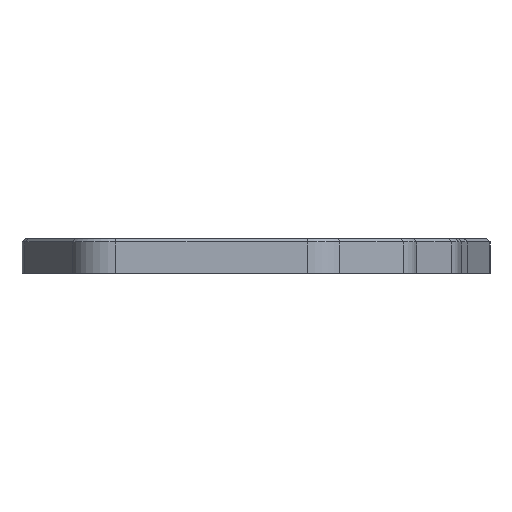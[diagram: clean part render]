
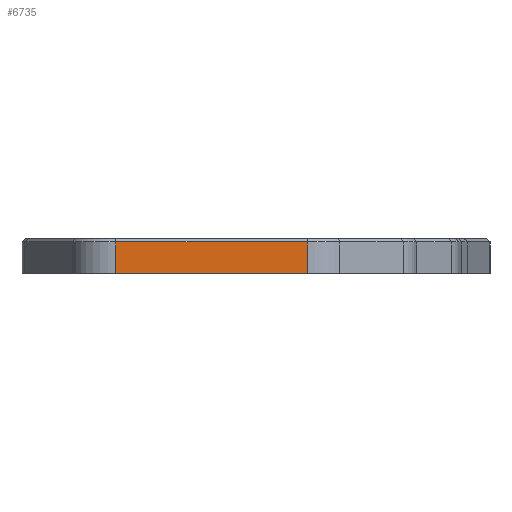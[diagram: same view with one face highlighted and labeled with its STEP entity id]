
A CAD part, left-side view. The second image highlights one B-rep face of the part: STEP entity #6735.
In plain terms, the highlighted planar face has unit normal (-1, 0, 0).
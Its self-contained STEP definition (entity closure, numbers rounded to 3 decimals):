
#647=FACE_OUTER_BOUND('',#1073,.T.);
#1073=EDGE_LOOP('',(#5289,#5290,#5291,#5292));
#1549=LINE('',#10428,#2265);
#1705=LINE('',#10958,#2421);
#1724=LINE('',#11008,#2440);
#1726=LINE('',#11011,#2442);
#2265=VECTOR('',#8286,10.);
#2421=VECTOR('',#8756,10.);
#2440=VECTOR('',#8815,10.);
#2442=VECTOR('',#8819,10.);
#3005=VERTEX_POINT('',#10425);
#3006=VERTEX_POINT('',#10427);
#3222=VERTEX_POINT('',#10952);
#3223=VERTEX_POINT('',#10956);
#3700=EDGE_CURVE('',#3005,#3006,#1549,.F.);
#3962=EDGE_CURVE('',#3222,#3223,#1705,.T.);
#3987=EDGE_CURVE('',#3223,#3005,#1724,.T.);
#3989=EDGE_CURVE('',#3222,#3006,#1726,.T.);
#5289=ORIENTED_EDGE('',*,*,#3962,.F.);
#5290=ORIENTED_EDGE('',*,*,#3989,.T.);
#5291=ORIENTED_EDGE('',*,*,#3700,.F.);
#5292=ORIENTED_EDGE('',*,*,#3987,.F.);
#6439=PLANE('',#7365);
#6735=ADVANCED_FACE('',(#647),#6439,.T.);
#7365=AXIS2_PLACEMENT_3D('',#11010,#8817,#8818);
#8286=DIRECTION('',(0.,-1.,0.));
#8756=DIRECTION('',(0.,-1.,0.));
#8815=DIRECTION('',(0.,0.,-1.));
#8817=DIRECTION('center_axis',(-1.,0.,0.));
#8818=DIRECTION('ref_axis',(0.,-1.,0.));
#8819=DIRECTION('',(0.,0.,-1.));
#10425=CARTESIAN_POINT('',(-21.925,9.938,10.8));
#10427=CARTESIAN_POINT('',(-21.925,65.982,10.8));
#10428=CARTESIAN_POINT('',(-21.925,17.463,10.8));
#10952=CARTESIAN_POINT('',(-21.925,65.982,20.));
#10956=CARTESIAN_POINT('',(-21.925,9.938,20.));
#10958=CARTESIAN_POINT('',(-21.925,46.916,20.));
#11008=CARTESIAN_POINT('',(-21.925,9.938,12.1));
#11010=CARTESIAN_POINT('Origin',(-21.925,65.982,0.));
#11011=CARTESIAN_POINT('',(-21.925,65.982,12.1));
